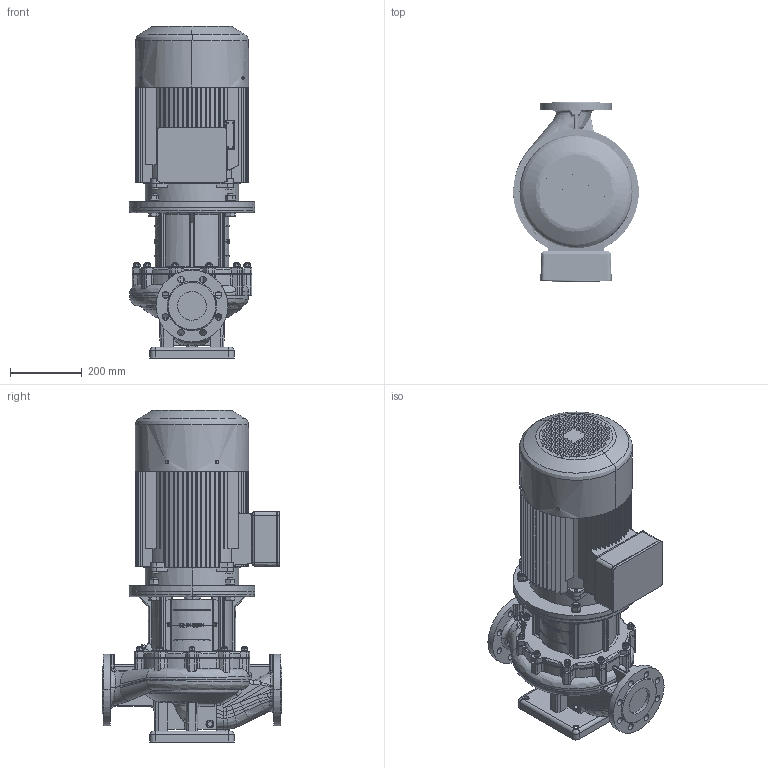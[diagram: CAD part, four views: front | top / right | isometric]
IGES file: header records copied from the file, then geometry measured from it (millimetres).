
Global section: file name: 015P2034; native system: AutoCAD 2021 — Русский (Russian),62HAutod; preprocessor: esk Translation Framework DWG producer (atf_dwg_producer); organization: unknown; date: 20230321.220932; units: millimetre
Bounding box: 350 x 500 x 925 mm (x, y, z)
Volume: 48503644.1 mm3; surface area: 3140550.1 mm2
Topology: 59 solids, 61 shells, 4145 faces, 12153 edges, 8545 vertices
Faces by surface type: bspline 4041, revolution 104
